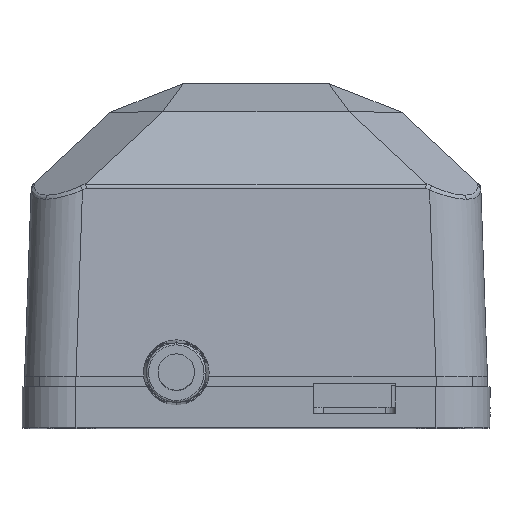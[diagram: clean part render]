
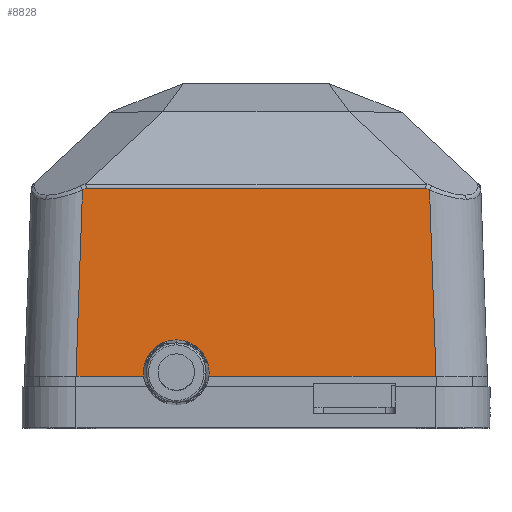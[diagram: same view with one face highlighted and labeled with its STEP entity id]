
A CAD part, top view. The second image highlights one B-rep face of the part: STEP entity #8828.
In plain terms, the highlighted planar face has unit normal (0, 0.035, 0.999).
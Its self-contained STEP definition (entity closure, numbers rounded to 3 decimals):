
#380 = CARTESIAN_POINT ( 'NONE',  ( 72.833, -25.25, 22.413 ) ) ;
#732 = FACE_OUTER_BOUND ( 'NONE', #12726, .T. ) ;
#780 = CIRCLE ( 'NONE', #11528, 1.5 ) ;
#934 = ORIENTED_EDGE ( 'NONE', *, *, #13185, .T. ) ;
#1097 = CARTESIAN_POINT ( 'NONE',  ( 71.233, -25.25, 22.413 ) ) ;
#1877 = ORIENTED_EDGE ( 'NONE', *, *, #17407, .F. ) ;
#1900 = CARTESIAN_POINT ( 'NONE',  ( 96.653, -9.633, 21.867 ) ) ;
#2045 = VERTEX_POINT ( 'NONE', #7949 ) ;
#2310 = VECTOR ( 'NONE', #13463, 1000. ) ;
#2933 = DIRECTION ( 'NONE',  ( 1., 0., 0. ) ) ;
#2993 = CARTESIAN_POINT ( 'NONE',  ( 57.283, -27.749, 22.5 ) ) ;
#3031 = CARTESIAN_POINT ( 'NONE',  ( 74.333, -27.749, 22.5 ) ) ;
#3305 = DIRECTION ( 'NONE',  ( 0., -0.999, 0.035 ) ) ;
#3459 = VECTOR ( 'NONE', #12712, 1000. ) ;
#3596 = CARTESIAN_POINT ( 'NONE',  ( 63.298, -9.45, 21.861 ) ) ;
#3884 = DIRECTION ( 'NONE',  ( -1., 0., 0. ) ) ;
#3981 = VERTEX_POINT ( 'NONE', #15964 ) ;
#4025 = LINE ( 'NONE', #2993, #5936 ) ;
#4207 = CARTESIAN_POINT ( 'NONE',  ( 62.913, -9.633, 21.867 ) ) ;
#4227 = CARTESIAN_POINT ( 'NONE',  ( 62.987, -9.45, 21.861 ) ) ;
#4432 = CARTESIAN_POINT ( 'NONE',  ( 69.733, -27.749, 22.5 ) ) ;
#4476 = VERTEX_POINT ( 'NONE', #5507 ) ;
#4720 = ORIENTED_EDGE ( 'NONE', *, *, #11603, .F. ) ;
#4768 = EDGE_CURVE ( 'NONE', #17946, #13198, #12580, .T. ) ;
#5099 = LINE ( 'NONE', #13561, #2310 ) ;
#5507 = CARTESIAN_POINT ( 'NONE',  ( 74.333, -27.749, 22.5 ) ) ;
#5798 = ORIENTED_EDGE ( 'NONE', *, *, #15877, .T. ) ;
#5936 = VECTOR ( 'NONE', #2933, 1000. ) ;
#6106 = EDGE_CURVE ( 'NONE', #6749, #17072, #780, .T. ) ;
#6739 = EDGE_CURVE ( 'NONE', #3981, #13175, #17213, .T. ) ;
#6749 = VERTEX_POINT ( 'NONE', #16741 ) ;
#7112 = VECTOR ( 'NONE', #3305, 1000. ) ;
#7211 = LINE ( 'NONE', #3031, #7112 ) ;
#7601 = EDGE_CURVE ( 'NONE', #6749, #4476, #7211, .T. ) ;
#7949 = CARTESIAN_POINT ( 'NONE',  ( 69.733, -26.749, 22.465 ) ) ;
#8777 = EDGE_CURVE ( 'NONE', #2045, #13175, #18046, .T. ) ;
#8828 = ADVANCED_FACE ( 'NONE', ( #732 ), #11783, .T. ) ;
#9544 = VECTOR ( 'NONE', #17105, 1000. ) ;
#9905 = ORIENTED_EDGE ( 'NONE', *, *, #17999, .T. ) ;
#10000 = ORIENTED_EDGE ( 'NONE', *, *, #6739, .T. ) ;
#10392 = CARTESIAN_POINT ( 'NONE',  ( 97.237, -26.356, 22.451 ) ) ;
#10457 = DIRECTION ( 'NONE',  ( -0.035, 0.999, -0.035 ) ) ;
#10592 = DIRECTION ( 'NONE',  ( 0., 0.999, -0.035 ) ) ;
#10614 = DIRECTION ( 'NONE',  ( 0., 0.035, 0.999 ) ) ;
#10619 = CARTESIAN_POINT ( 'NONE',  ( 71.233, -26.749, 22.465 ) ) ;
#10679 = ORIENTED_EDGE ( 'NONE', *, *, #7601, .T. ) ;
#10950 = ORIENTED_EDGE ( 'NONE', *, *, #4768, .T. ) ;
#11198 = VERTEX_POINT ( 'NONE', #17920 ) ;
#11511 = ORIENTED_EDGE ( 'NONE', *, *, #8777, .F. ) ;
#11528 = AXIS2_PLACEMENT_3D ( 'NONE', #14349, #13232, #16698 ) ;
#11603 = EDGE_CURVE ( 'NONE', #17072, #16511, #14138, .T. ) ;
#11632 = EDGE_CURVE ( 'NONE', #13198, #3981, #16153, .T. ) ;
#11726 = DIRECTION ( 'NONE',  ( 0., -0.999, 0.035 ) ) ;
#11744 = DIRECTION ( 'NONE',  ( 0., 0.035, 0.999 ) ) ;
#11783 = PLANE ( 'NONE',  #17416 ) ;
#11786 = VERTEX_POINT ( 'NONE', #16697 ) ;
#11799 = CARTESIAN_POINT ( 'NONE',  ( 62.274, -27.923, 22.506 ) ) ;
#11854 = CARTESIAN_POINT ( 'NONE',  ( 57.283, -27.749, 22.5 ) ) ;
#11866 = VECTOR ( 'NONE', #12827, 1000. ) ;
#11886 = VECTOR ( 'NONE', #18750, 1000. ) ;
#12001 = VECTOR ( 'NONE', #3884, 1000. ) ;
#12124 = LINE ( 'NONE', #10392, #18803 ) ;
#12580 = LINE ( 'NONE', #15174, #11866 ) ;
#12638 = CARTESIAN_POINT ( 'NONE',  ( 69.733, -29.154, 22.549 ) ) ;
#12712 = DIRECTION ( 'NONE',  ( 0., -0.999, 0.035 ) ) ;
#12726 = EDGE_LOOP ( 'NONE', ( #5798, #13704, #934, #10950, #15054, #10000, #11511, #1877, #4720, #16148, #10679, #9905 ) ) ;
#12827 = DIRECTION ( 'NONE',  ( -0.904, -0.428, 0.015 ) ) ;
#13175 = VERTEX_POINT ( 'NONE', #4432 ) ;
#13185 = EDGE_CURVE ( 'NONE', #11786, #17946, #15724, .T. ) ;
#13198 = VERTEX_POINT ( 'NONE', #4207 ) ;
#13232 = DIRECTION ( 'NONE',  ( 0., 0.035, 0.999 ) ) ;
#13463 = DIRECTION ( 'NONE',  ( -0.904, 0.428, -0.015 ) ) ;
#13561 = CARTESIAN_POINT ( 'NONE',  ( 96.442, -9.532, 21.864 ) ) ;
#13662 = CIRCLE ( 'NONE', #18172, 1.5 ) ;
#13704 = ORIENTED_EDGE ( 'NONE', *, *, #15650, .T. ) ;
#14138 = LINE ( 'NONE', #380, #17940 ) ;
#14349 = CARTESIAN_POINT ( 'NONE',  ( 72.833, -26.749, 22.465 ) ) ;
#14691 = VERTEX_POINT ( 'NONE', #1900 ) ;
#15054 = ORIENTED_EDGE ( 'NONE', *, *, #11632, .T. ) ;
#15174 = CARTESIAN_POINT ( 'NONE',  ( 63.062, -9.562, 21.865 ) ) ;
#15216 = CARTESIAN_POINT ( 'NONE',  ( 72.833, -25.25, 22.413 ) ) ;
#15650 = EDGE_CURVE ( 'NONE', #14691, #11786, #5099, .T. ) ;
#15724 = LINE ( 'NONE', #4227, #12001 ) ;
#15877 = EDGE_CURVE ( 'NONE', #11198, #14691, #12124, .T. ) ;
#15964 = CARTESIAN_POINT ( 'NONE',  ( 62.28, -27.749, 22.5 ) ) ;
#16148 = ORIENTED_EDGE ( 'NONE', *, *, #6106, .F. ) ;
#16153 = LINE ( 'NONE', #11799, #11886 ) ;
#16511 = VERTEX_POINT ( 'NONE', #1097 ) ;
#16697 = CARTESIAN_POINT ( 'NONE',  ( 96.268, -9.45, 21.861 ) ) ;
#16698 = DIRECTION ( 'NONE',  ( 0., 0.999, -0.035 ) ) ;
#16741 = CARTESIAN_POINT ( 'NONE',  ( 74.333, -26.749, 22.465 ) ) ;
#17072 = VERTEX_POINT ( 'NONE', #15216 ) ;
#17105 = DIRECTION ( 'NONE',  ( 1., 0., 0. ) ) ;
#17213 = LINE ( 'NONE', #17461, #9544 ) ;
#17407 = EDGE_CURVE ( 'NONE', #16511, #2045, #13662, .T. ) ;
#17416 = AXIS2_PLACEMENT_3D ( 'NONE', #11854, #11744, #11726 ) ;
#17461 = CARTESIAN_POINT ( 'NONE',  ( 57.283, -27.749, 22.5 ) ) ;
#17920 = CARTESIAN_POINT ( 'NONE',  ( 97.286, -27.749, 22.5 ) ) ;
#17940 = VECTOR ( 'NONE', #18905, 1000. ) ;
#17946 = VERTEX_POINT ( 'NONE', #3596 ) ;
#17999 = EDGE_CURVE ( 'NONE', #4476, #11198, #4025, .T. ) ;
#18046 = LINE ( 'NONE', #12638, #3459 ) ;
#18172 = AXIS2_PLACEMENT_3D ( 'NONE', #10619, #10614, #10592 ) ;
#18750 = DIRECTION ( 'NONE',  ( -0.035, -0.999, 0.035 ) ) ;
#18803 = VECTOR ( 'NONE', #10457, 1000. ) ;
#18905 = DIRECTION ( 'NONE',  ( -1., 0., 0. ) ) ;
